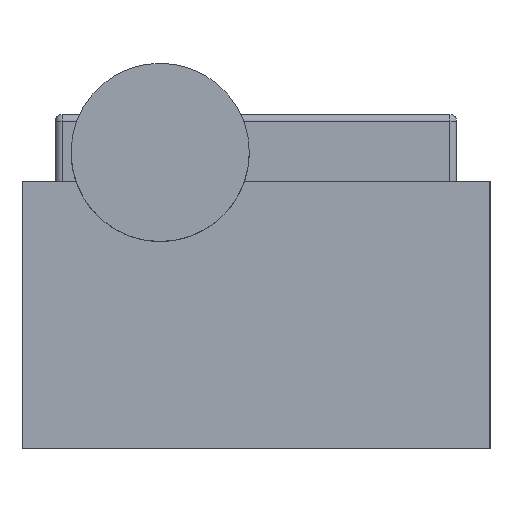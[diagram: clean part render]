
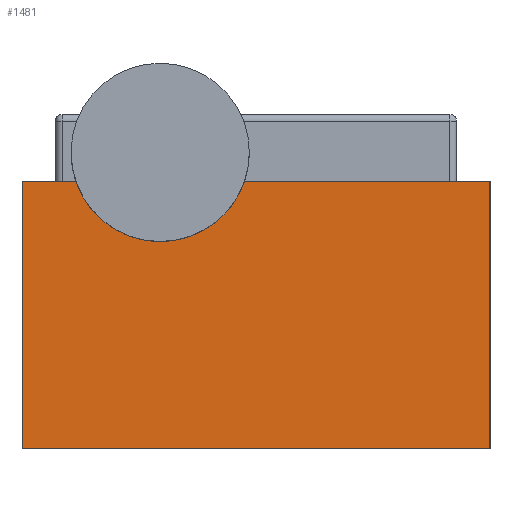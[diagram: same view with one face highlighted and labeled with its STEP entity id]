
A CAD part, left-side view. The second image highlights one B-rep face of the part: STEP entity #1481.
In plain terms, the highlighted planar face has unit normal (-1, 0, 0).
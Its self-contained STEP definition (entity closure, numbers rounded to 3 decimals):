
#23 = ORIENTED_EDGE ( 'NONE', *, *, #148, .T. ) ;
#25 = LINE ( 'NONE', #147, #967 ) ;
#34 = AXIS2_PLACEMENT_3D ( 'NONE', #1374, #180, #1273 ) ;
#90 = CARTESIAN_POINT ( 'NONE',  ( -18., -10.5, 0. ) ) ;
#116 = CARTESIAN_POINT ( 'NONE',  ( -18., 10.5, 15. ) ) ;
#147 = CARTESIAN_POINT ( 'NONE',  ( -18., 10.5, 0. ) ) ;
#148 = EDGE_CURVE ( 'NONE', #1487, #1197, #25, .T. ) ;
#180 = DIRECTION ( 'NONE',  ( -1., 0., 0. ) ) ;
#249 = LINE ( 'NONE', #1510, #1193 ) ;
#282 = EDGE_CURVE ( 'NONE', #369, #1241, #312, .T. ) ;
#290 = AXIS2_PLACEMENT_3D ( 'NONE', #116, #608, #597 ) ;
#312 = CIRCLE ( 'NONE', #34, 4. ) ;
#345 = EDGE_CURVE ( 'NONE', #590, #1487, #1167, .T. ) ;
#369 = VERTEX_POINT ( 'NONE', #451 ) ;
#450 = DIRECTION ( 'NONE',  ( 0., -1., 0. ) ) ;
#451 = CARTESIAN_POINT ( 'NONE',  ( -18., 8.083, 12. ) ) ;
#527 = EDGE_CURVE ( 'NONE', #1241, #546, #1116, .T. ) ;
#546 = VERTEX_POINT ( 'NONE', #1008 ) ;
#590 = VERTEX_POINT ( 'NONE', #827 ) ;
#597 = DIRECTION ( 'NONE',  ( 0., 1., 0. ) ) ;
#605 = ORIENTED_EDGE ( 'NONE', *, *, #282, .F. ) ;
#608 = DIRECTION ( 'NONE',  ( 1., 0., 0. ) ) ;
#699 = PLANE ( 'NONE',  #290 ) ;
#801 = ORIENTED_EDGE ( 'NONE', *, *, #1230, .F. ) ;
#827 = CARTESIAN_POINT ( 'NONE',  ( -18., 10.5, 12. ) ) ;
#900 = ORIENTED_EDGE ( 'NONE', *, *, #345, .T. ) ;
#924 = EDGE_LOOP ( 'NONE', ( #605, #1083, #900, #23, #801, #964 ) ) ;
#925 = FACE_OUTER_BOUND ( 'NONE', #924, .T. ) ;
#927 = DIRECTION ( 'NONE',  ( 0., 0., -1. ) ) ;
#937 = EDGE_CURVE ( 'NONE', #590, #369, #249, .T. ) ;
#964 = ORIENTED_EDGE ( 'NONE', *, *, #527, .F. ) ;
#967 = VECTOR ( 'NONE', #1344, 1000. ) ;
#996 = VECTOR ( 'NONE', #1504, 1000. ) ;
#1008 = CARTESIAN_POINT ( 'NONE',  ( -18., -10.5, 12. ) ) ;
#1042 = VECTOR ( 'NONE', #927, 1000. ) ;
#1083 = ORIENTED_EDGE ( 'NONE', *, *, #937, .F. ) ;
#1116 = LINE ( 'NONE', #1477, #1166 ) ;
#1142 = CARTESIAN_POINT ( 'NONE',  ( -18., -10.5, 15. ) ) ;
#1166 = VECTOR ( 'NONE', #1354, 1000. ) ;
#1167 = LINE ( 'NONE', #1396, #1042 ) ;
#1193 = VECTOR ( 'NONE', #450, 1000. ) ;
#1197 = VERTEX_POINT ( 'NONE', #90 ) ;
#1230 = EDGE_CURVE ( 'NONE', #546, #1197, #1250, .T. ) ;
#1241 = VERTEX_POINT ( 'NONE', #1355 ) ;
#1250 = LINE ( 'NONE', #1142, #996 ) ;
#1273 = DIRECTION ( 'NONE',  ( 0., -1., 0. ) ) ;
#1328 = CARTESIAN_POINT ( 'NONE',  ( -18., 10.5, 0. ) ) ;
#1344 = DIRECTION ( 'NONE',  ( 0., -1., 0. ) ) ;
#1354 = DIRECTION ( 'NONE',  ( 0., -1., 0. ) ) ;
#1355 = CARTESIAN_POINT ( 'NONE',  ( -18., 0.517, 12. ) ) ;
#1374 = CARTESIAN_POINT ( 'NONE',  ( -18., 4.3, 13.3 ) ) ;
#1396 = CARTESIAN_POINT ( 'NONE',  ( -18., 10.5, 15. ) ) ;
#1477 = CARTESIAN_POINT ( 'NONE',  ( -18., 10.5, 12. ) ) ;
#1481 = ADVANCED_FACE ( 'NONE', ( #925 ), #699, .F. ) ;
#1487 = VERTEX_POINT ( 'NONE', #1328 ) ;
#1504 = DIRECTION ( 'NONE',  ( 0., 0., -1. ) ) ;
#1510 = CARTESIAN_POINT ( 'NONE',  ( -18., 10.5, 12. ) ) ;
